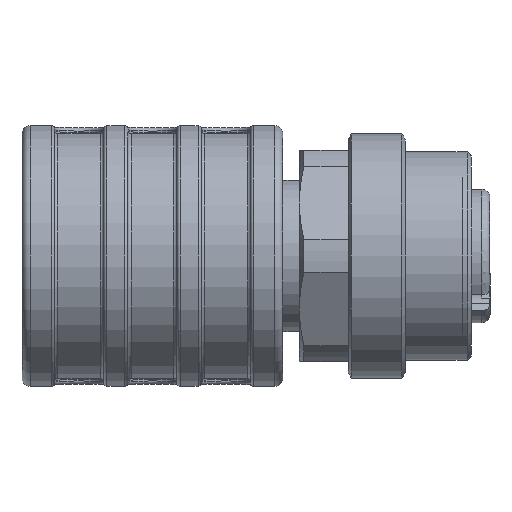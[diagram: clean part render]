
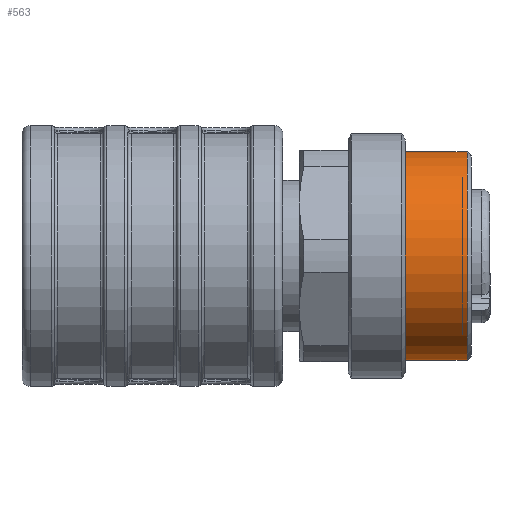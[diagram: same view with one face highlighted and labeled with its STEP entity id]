
A CAD part, left-side view. The second image highlights one B-rep face of the part: STEP entity #563.
In plain terms, the highlighted cylindrical face has radius 6.4 mm (diameter 12.8 mm), a full revolution.
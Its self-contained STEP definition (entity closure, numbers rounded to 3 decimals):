
#315=CYLINDRICAL_SURFACE('',#4689,6.4);
#383=FACE_BOUND('',#1182,.T.);
#384=FACE_BOUND('',#1183,.T.);
#563=ADVANCED_FACE('',(#383,#384),#315,.T.);
#1182=EDGE_LOOP('',(#2186));
#1183=EDGE_LOOP('',(#2187));
#1506=CIRCLE('',#4686,6.4);
#1507=CIRCLE('',#4688,6.4);
#2186=ORIENTED_EDGE('',*,*,#3548,.T.);
#2187=ORIENTED_EDGE('',*,*,#3549,.T.);
#3030=VERTEX_POINT('',#6833);
#3031=VERTEX_POINT('',#6836);
#3548=EDGE_CURVE('',#3030,#3030,#1506,.T.);
#3549=EDGE_CURVE('',#3031,#3031,#1507,.T.);
#4686=AXIS2_PLACEMENT_3D('',#6832,#5603,#5604);
#4688=AXIS2_PLACEMENT_3D('',#6835,#5607,#5608);
#4689=AXIS2_PLACEMENT_3D('',#6837,#5609,#5610);
#5603=DIRECTION('',(0.,1.,0.));
#5604=DIRECTION('',(1.,0.,0.));
#5607=DIRECTION('',(0.,-1.,0.));
#5608=DIRECTION('',(0.,0.,-1.));
#5609=DIRECTION('',(0.,-1.,0.));
#5610=DIRECTION('',(0.,0.,1.));
#6832=CARTESIAN_POINT('',(37.901,-19.3,0.));
#6833=CARTESIAN_POINT('',(44.301,-19.3,0.));
#6835=CARTESIAN_POINT('',(37.901,-15.5,0.));
#6836=CARTESIAN_POINT('',(37.901,-15.5,-6.4));
#6837=CARTESIAN_POINT('',(37.901,-19.5,0.));
